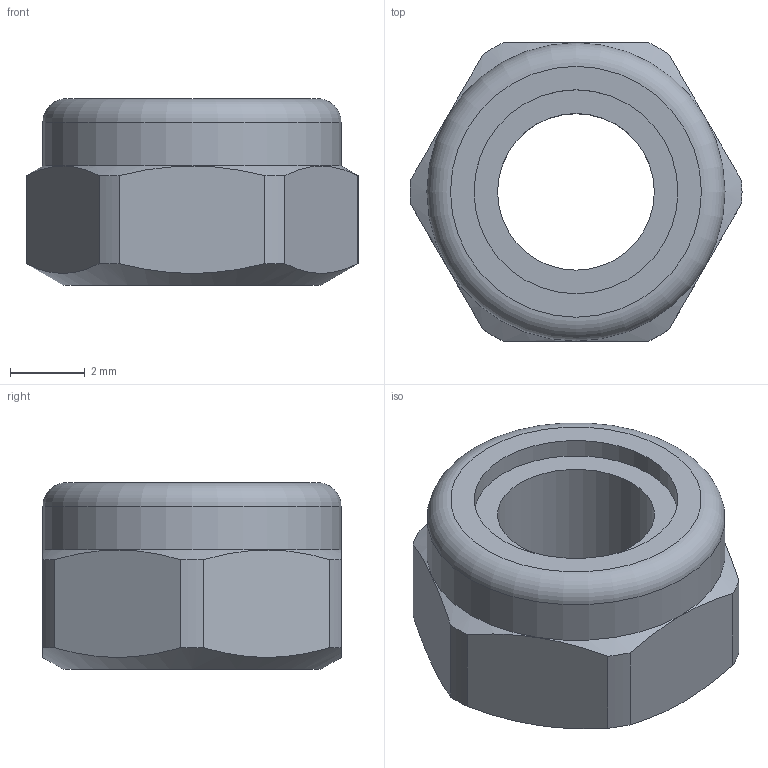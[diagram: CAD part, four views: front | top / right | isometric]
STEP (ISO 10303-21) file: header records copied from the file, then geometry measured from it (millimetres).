
FILE_DESCRIPTION(('FreeCAD Model'),'2;1');
FILE_NAME('mini_v_wheel_eccentric_asm.step','2020-04-14T17:52:16',('Author'),(''), 'Open CASCADE STEP processor 7.4','FreeCAD','Unknown');
FILE_SCHEMA(('AUTOMOTIVE_DESIGN { 1 0 10303 214 1 1 1 1 }'));
Length unit declared in the file: millimetre
Products named in the file (1): Link005_i2
Bounding box: 8.9 x 8 x 5 mm (x, y, z)
Volume: 183.6 mm3; surface area: 260.5 mm2
Topology: 1 solids, 1 shells, 23 faces, 55 edges, 35 vertices
Faces by surface type: cylinder 10, plane 9, cone 3, torus 1
Full cylindrical faces by diameter (mm): 4.2 x1, 5.467 x1, 7.992 x1
Entity records: 1462 total; most frequent: CARTESIAN_POINT 368, DIRECTION 201, ORIENTED_EDGE 110, PCURVE 110, DEFINITIONAL_REPRESENTATION 110, LINE 75, VECTOR 75, AXIS2_PLACEMENT_3D 60
